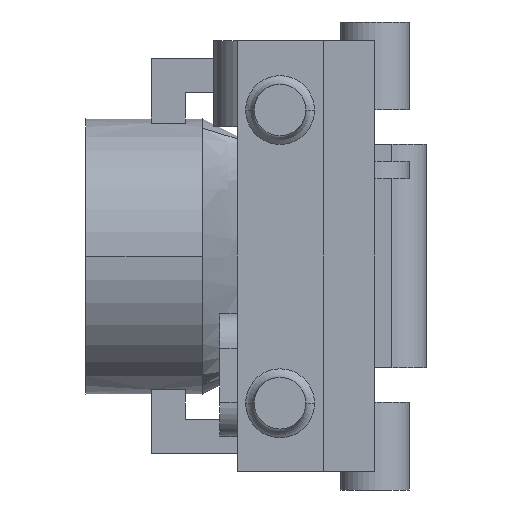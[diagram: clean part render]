
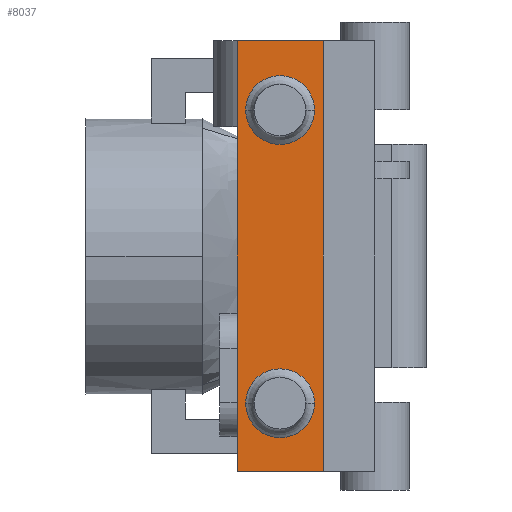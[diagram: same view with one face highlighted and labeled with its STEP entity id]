
A CAD part, front view. The second image highlights one B-rep face of the part: STEP entity #8037.
In plain terms, the highlighted planar face has unit normal (0, -1, 0).
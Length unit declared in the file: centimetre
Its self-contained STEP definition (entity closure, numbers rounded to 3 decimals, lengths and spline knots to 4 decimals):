
#366 = VERTEX_POINT ( 'NONE', #4396 ) ;
#452 = LINE ( 'NONE', #4927, #9592 ) ;
#499 = CIRCLE ( 'NONE', #8093, 2. ) ;
#519 = DIRECTION ( 'NONE',  ( 0., 1., 0. ) ) ;
#611 = VERTEX_POINT ( 'NONE', #5416 ) ;
#612 = PLANE ( 'NONE',  #8464 ) ;
#719 = CARTESIAN_POINT ( 'NONE',  ( -7., 0.6309, 25. ) ) ;
#731 = EDGE_CURVE ( 'NONE', #5026, #366, #7988, .T. ) ;
#761 = CARTESIAN_POINT ( 'NONE',  ( -7., 0.6309, 0. ) ) ;
#796 = ORIENTED_EDGE ( 'NONE', *, *, #8989, .F. ) ;
#1456 = ORIENTED_EDGE ( 'NONE', *, *, #1809, .F. ) ;
#1531 = DIRECTION ( 'NONE',  ( 1., 0., 0. ) ) ;
#1552 = FACE_OUTER_BOUND ( 'NONE', #7411, .T. ) ;
#1661 = VECTOR ( 'NONE', #3446, 100. ) ;
#1720 = DIRECTION ( 'NONE',  ( 0., 0., 1. ) ) ;
#1809 = EDGE_CURVE ( 'NONE', #8913, #7073, #3043, .T. ) ;
#1899 = FACE_BOUND ( 'NONE', #3427, .T. ) ;
#1916 = CARTESIAN_POINT ( 'NONE',  ( -2., 0.6309, 0. ) ) ;
#2141 = ORIENTED_EDGE ( 'NONE', *, *, #7280, .F. ) ;
#2392 = EDGE_CURVE ( 'NONE', #7083, #8305, #452, .T. ) ;
#2661 = CIRCLE ( 'NONE', #5542, 2. ) ;
#2710 = DIRECTION ( 'NONE',  ( 1., 0., 0. ) ) ;
#2838 = FACE_BOUND ( 'NONE', #7366, .T. ) ;
#3043 = CIRCLE ( 'NONE', #7698, 2. ) ;
#3055 = DIRECTION ( 'NONE',  ( 0., 0., 1. ) ) ;
#3121 = CARTESIAN_POINT ( 'NONE',  ( -4.5, 0.6309, 20.9821 ) ) ;
#3178 = DIRECTION ( 'NONE',  ( 0., -1., 0. ) ) ;
#3214 = CARTESIAN_POINT ( 'NONE',  ( -2., 0.6309, 25. ) ) ;
#3244 = DIRECTION ( 'NONE',  ( 1., 0., 0. ) ) ;
#3418 = CARTESIAN_POINT ( 'NONE',  ( -4.5, 0.6309, 20.9821 ) ) ;
#3427 = EDGE_LOOP ( 'NONE', ( #796, #3700 ) ) ;
#3446 = DIRECTION ( 'NONE',  ( 1., 0., 0. ) ) ;
#3700 = ORIENTED_EDGE ( 'NONE', *, *, #4107, .F. ) ;
#3733 = DIRECTION ( 'NONE',  ( -1., 0., 0. ) ) ;
#3925 = VECTOR ( 'NONE', #3055, 100. ) ;
#3984 = CARTESIAN_POINT ( 'NONE',  ( -4.5, 0.6309, 3.9434 ) ) ;
#4107 = EDGE_CURVE ( 'NONE', #6640, #611, #2661, .T. ) ;
#4154 = CARTESIAN_POINT ( 'NONE',  ( -6.5, 0.6309, 3.9434 ) ) ;
#4185 = DIRECTION ( 'NONE',  ( 1., 0., 0. ) ) ;
#4396 = CARTESIAN_POINT ( 'NONE',  ( -2., 0.6309, 25. ) ) ;
#4566 = CARTESIAN_POINT ( 'NONE',  ( -4.5, 0.6309, 3.9434 ) ) ;
#4927 = CARTESIAN_POINT ( 'NONE',  ( -7., 0.6309, 0. ) ) ;
#5026 = VERTEX_POINT ( 'NONE', #8415 ) ;
#5416 = CARTESIAN_POINT ( 'NONE',  ( -2.5, 0.6309, 20.9821 ) ) ;
#5542 = AXIS2_PLACEMENT_3D ( 'NONE', #3121, #3178, #3244 ) ;
#5816 = VECTOR ( 'NONE', #1720, 100. ) ;
#6548 = CARTESIAN_POINT ( 'NONE',  ( -7., 0.6309, 25. ) ) ;
#6598 = EDGE_CURVE ( 'NONE', #7073, #8913, #499, .T. ) ;
#6640 = VERTEX_POINT ( 'NONE', #9061 ) ;
#6667 = ORIENTED_EDGE ( 'NONE', *, *, #6598, .F. ) ;
#7073 = VERTEX_POINT ( 'NONE', #9354 ) ;
#7083 = VERTEX_POINT ( 'NONE', #761 ) ;
#7254 = ORIENTED_EDGE ( 'NONE', *, *, #7384, .T. ) ;
#7280 = EDGE_CURVE ( 'NONE', #7083, #5026, #8247, .T. ) ;
#7366 = EDGE_LOOP ( 'NONE', ( #6667, #1456 ) ) ;
#7384 = EDGE_CURVE ( 'NONE', #8305, #366, #7791, .T. ) ;
#7411 = EDGE_LOOP ( 'NONE', ( #7254, #8660, #2141, #7441 ) ) ;
#7441 = ORIENTED_EDGE ( 'NONE', *, *, #2392, .T. ) ;
#7529 = CIRCLE ( 'NONE', #8539, 2. ) ;
#7698 = AXIS2_PLACEMENT_3D ( 'NONE', #3984, #9119, #9150 ) ;
#7791 = LINE ( 'NONE', #3214, #5816 ) ;
#7988 = LINE ( 'NONE', #6548, #1661 ) ;
#8001 = CARTESIAN_POINT ( 'NONE',  ( -7., 0.6309, 25. ) ) ;
#8037 = ADVANCED_FACE ( 'NONE', ( #2838, #1899, #1552 ), #612, .F. ) ;
#8093 = AXIS2_PLACEMENT_3D ( 'NONE', #4566, #8996, #1531 ) ;
#8247 = LINE ( 'NONE', #719, #3925 ) ;
#8305 = VERTEX_POINT ( 'NONE', #1916 ) ;
#8415 = CARTESIAN_POINT ( 'NONE',  ( -7., 0.6309, 25. ) ) ;
#8464 = AXIS2_PLACEMENT_3D ( 'NONE', #8001, #519, #3733 ) ;
#8539 = AXIS2_PLACEMENT_3D ( 'NONE', #3418, #8657, #4185 ) ;
#8657 = DIRECTION ( 'NONE',  ( 0., -1., 0. ) ) ;
#8660 = ORIENTED_EDGE ( 'NONE', *, *, #731, .F. ) ;
#8913 = VERTEX_POINT ( 'NONE', #4154 ) ;
#8989 = EDGE_CURVE ( 'NONE', #611, #6640, #7529, .T. ) ;
#8996 = DIRECTION ( 'NONE',  ( 0., -1., 0. ) ) ;
#9061 = CARTESIAN_POINT ( 'NONE',  ( -6.5, 0.6309, 20.9821 ) ) ;
#9119 = DIRECTION ( 'NONE',  ( 0., -1., 0. ) ) ;
#9150 = DIRECTION ( 'NONE',  ( 1., 0., 0. ) ) ;
#9354 = CARTESIAN_POINT ( 'NONE',  ( -2.5, 0.6309, 3.9434 ) ) ;
#9592 = VECTOR ( 'NONE', #2710, 100. ) ;
